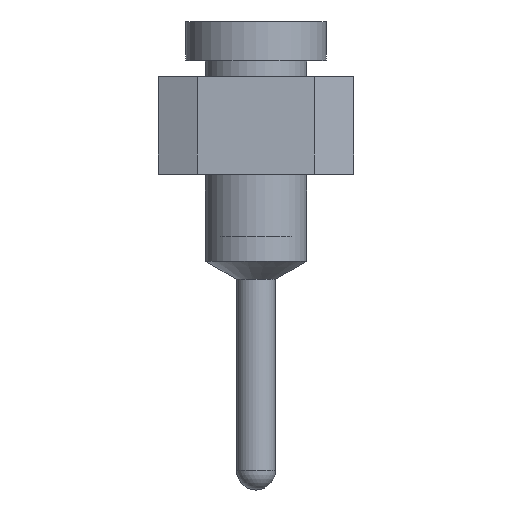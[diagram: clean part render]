
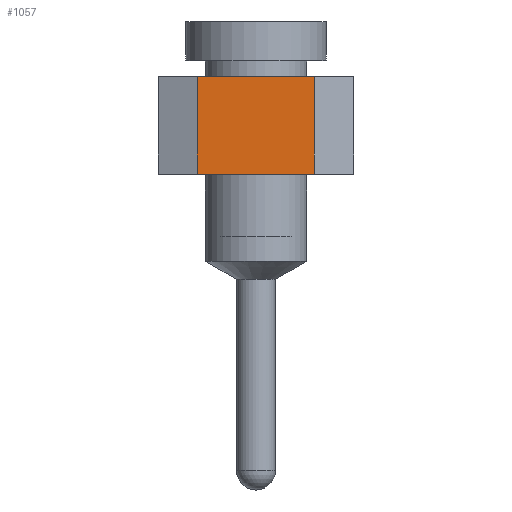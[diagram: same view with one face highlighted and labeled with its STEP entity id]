
A CAD part, left-side view. The second image highlights one B-rep face of the part: STEP entity #1057.
In plain terms, the highlighted planar face has unit normal (-1, 0, 0).
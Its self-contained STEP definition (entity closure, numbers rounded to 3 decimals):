
#1057 = ADVANCED_FACE('',(#1058),#1092,.F.);
#1058 = FACE_BOUND('',#1059,.T.);
#1059 = EDGE_LOOP('',(#1060,#1070,#1078,#1086));
#1060 = ORIENTED_EDGE('',*,*,#1061,.T.);
#1061 = EDGE_CURVE('',#1062,#1064,#1066,.T.);
#1062 = VERTEX_POINT('',#1063);
#1063 = CARTESIAN_POINT('',(-33.02,0.762,2.57));
#1064 = VERTEX_POINT('',#1065);
#1065 = CARTESIAN_POINT('',(-33.02,0.762,1.3));
#1066 = LINE('',#1067,#1068);
#1067 = CARTESIAN_POINT('',(-33.02,0.762,3.84));
#1068 = VECTOR('',#1069,1.);
#1069 = DIRECTION('',(0.,0.,-1.));
#1070 = ORIENTED_EDGE('',*,*,#1071,.T.);
#1071 = EDGE_CURVE('',#1064,#1072,#1074,.T.);
#1072 = VERTEX_POINT('',#1073);
#1073 = CARTESIAN_POINT('',(-33.02,-0.762,1.3));
#1074 = LINE('',#1075,#1076);
#1075 = CARTESIAN_POINT('',(-33.02,1.27,1.3));
#1076 = VECTOR('',#1077,1.);
#1077 = DIRECTION('',(0.,-1.,0.));
#1078 = ORIENTED_EDGE('',*,*,#1079,.F.);
#1079 = EDGE_CURVE('',#1080,#1072,#1082,.T.);
#1080 = VERTEX_POINT('',#1081);
#1081 = CARTESIAN_POINT('',(-33.02,-0.762,2.57));
#1082 = LINE('',#1083,#1084);
#1083 = CARTESIAN_POINT('',(-33.02,-0.762,3.84));
#1084 = VECTOR('',#1085,1.);
#1085 = DIRECTION('',(0.,0.,-1.));
#1086 = ORIENTED_EDGE('',*,*,#1087,.F.);
#1087 = EDGE_CURVE('',#1062,#1080,#1088,.T.);
#1088 = LINE('',#1089,#1090);
#1089 = CARTESIAN_POINT('',(-33.02,1.27,2.57));
#1090 = VECTOR('',#1091,1.);
#1091 = DIRECTION('',(0.,-1.,0.));
#1092 = PLANE('',#1093);
#1093 = AXIS2_PLACEMENT_3D('',#1094,#1095,#1096);
#1094 = CARTESIAN_POINT('',(-33.02,1.27,2.57));
#1095 = DIRECTION('',(1.,0.,0.));
#1096 = DIRECTION('',(0.,1.,0.));
